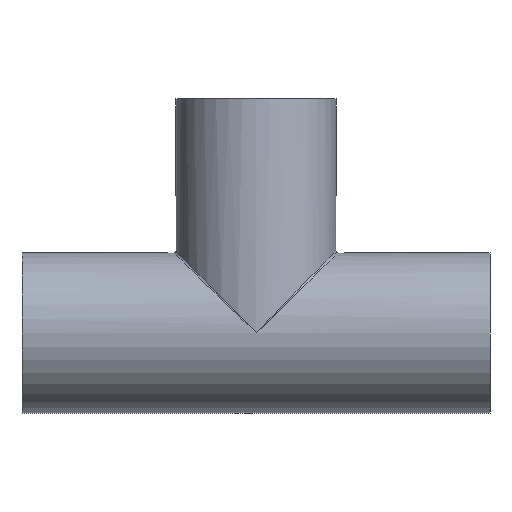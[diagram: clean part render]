
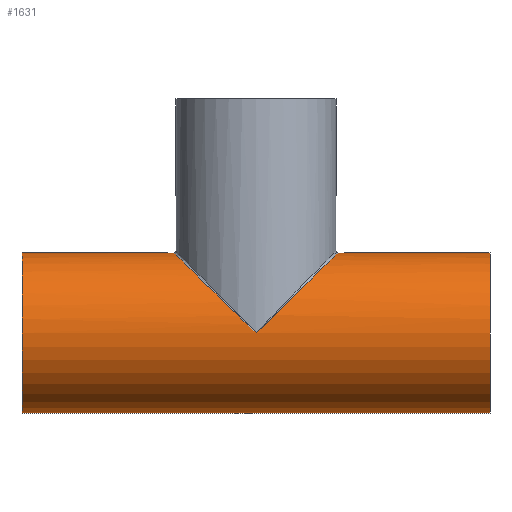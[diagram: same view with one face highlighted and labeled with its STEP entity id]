
A CAD part, front view. The second image highlights one B-rep face of the part: STEP entity #1631.
In plain terms, the highlighted cylindrical face has radius 77 mm (diameter 154 mm), a full revolution.
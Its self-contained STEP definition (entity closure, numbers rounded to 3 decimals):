
#1277=CARTESIAN_POINT('',(0.0,77.0,0.0));
#1278=VERTEX_POINT('',#1277);
#1279=CARTESIAN_POINT('',(0.0,-77.0,0.0));
#1280=VERTEX_POINT('',#1279);
#1281=CARTESIAN_POINT('',(0.0,0.0,0.0));
#1282=DIRECTION('',(0.698,0.0,0.716));
#1283=DIRECTION('',(-0.716,0.0,0.698));
#1284=AXIS2_PLACEMENT_3D('',#1281,#1282,#1283);
#1285=ELLIPSE('',#1284,110.318,77.);
#1286=EDGE_CURVE('',#1278,#1280,#1285,.T.);
#1529=CARTESIAN_POINT('',(0.0,0.0,0.0));
#1530=DIRECTION('',(-0.698,0.0,0.716));
#1531=DIRECTION('',(0.716,0.0,0.698));
#1532=AXIS2_PLACEMENT_3D('',#1529,#1530,#1531);
#1533=ELLIPSE('',#1532,110.318,77.);
#1534=EDGE_CURVE('',#1280,#1278,#1533,.T.);
#1600=CARTESIAN_POINT('',(0.0,0.0,0.0));
#1601=DIRECTION('',(-1.0,0.0,0.0));
#1602=DIRECTION('',(0.0,-1.0,0.0));
#1603=AXIS2_PLACEMENT_3D('',#1600,#1601,#1602);
#1604=CYLINDRICAL_SURFACE('',#1603,77.);
#1605=CARTESIAN_POINT('',(-225.0,-77.,0.0));
#1606=VERTEX_POINT('',#1605);
#1607=CARTESIAN_POINT('',(-225.0,0.0,0.0));
#1608=DIRECTION('',(-1.0,0.0,0.0));
#1609=DIRECTION('',(0.0,-1.0,0.0));
#1610=AXIS2_PLACEMENT_3D('',#1607,#1608,#1609);
#1611=CIRCLE('',#1610,77.);
#1612=EDGE_CURVE('',#1606,#1606,#1611,.T.);
#1613=ORIENTED_EDGE('',*,*,#1612,.F.);
#1614=EDGE_LOOP('',(#1613));
#1615=FACE_OUTER_BOUND('',#1614,.T.);
#1616=ORIENTED_EDGE('',*,*,#1286,.F.);
#1617=ORIENTED_EDGE('',*,*,#1534,.F.);
#1618=EDGE_LOOP('',(#1616,#1617));
#1619=FACE_BOUND('',#1618,.T.);
#1620=CARTESIAN_POINT('',(225.0,-77.,0.0));
#1621=VERTEX_POINT('',#1620);
#1622=CARTESIAN_POINT('',(225.,0.0,0.0));
#1623=DIRECTION('',(-1.0,0.0,0.0));
#1624=DIRECTION('',(0.0,-1.0,0.0));
#1625=AXIS2_PLACEMENT_3D('',#1622,#1623,#1624);
#1626=CIRCLE('',#1625,77.);
#1627=EDGE_CURVE('',#1621,#1621,#1626,.T.);
#1628=ORIENTED_EDGE('',*,*,#1627,.T.);
#1629=EDGE_LOOP('',(#1628));
#1630=FACE_BOUND('',#1629,.T.);
#1631=ADVANCED_FACE('',(#1615,#1619,#1630),#1604,.T.);
